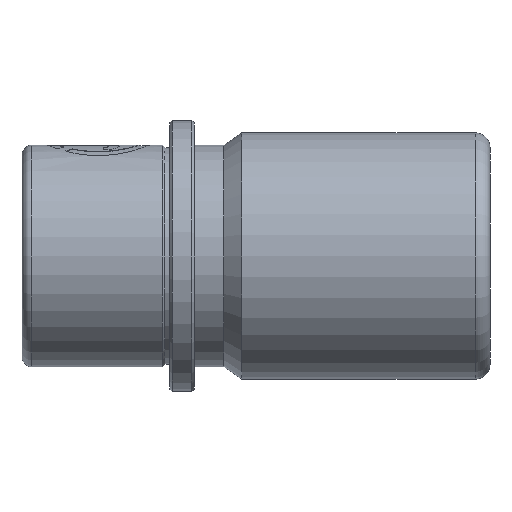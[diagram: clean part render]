
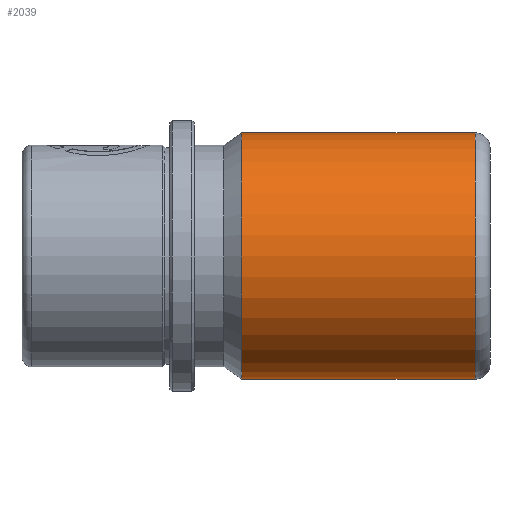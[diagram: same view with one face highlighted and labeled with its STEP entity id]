
A CAD part, left-side view. The second image highlights one B-rep face of the part: STEP entity #2039.
In plain terms, the highlighted cylindrical face has radius 25 mm (diameter 50 mm), a partial arc.
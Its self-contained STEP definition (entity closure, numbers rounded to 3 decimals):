
#52 = DIRECTION ( 'NONE',  ( 0., 0., -1. ) ) ;
#82 = CARTESIAN_POINT ( 'NONE',  ( 3.5, 0., 25. ) ) ;
#169 = EDGE_CURVE ( 'NONE', #1775, #816, #2913, .T. ) ;
#210 = AXIS2_PLACEMENT_3D ( 'NONE', #2178, #2414, #52 ) ;
#255 = CARTESIAN_POINT ( 'NONE',  ( 3.5, -17.878, -25. ) ) ;
#348 = DIRECTION ( 'NONE',  ( 0., -1., 0. ) ) ;
#528 = VECTOR ( 'NONE', #648, 1000. ) ;
#566 = DIRECTION ( 'NONE',  ( 0., -1., 0. ) ) ;
#629 = CARTESIAN_POINT ( 'NONE',  ( 3.5, 0., 0. ) ) ;
#648 = DIRECTION ( 'NONE',  ( 0., -1., 0. ) ) ;
#741 = CIRCLE ( 'NONE', #1137, 25. ) ;
#816 = VERTEX_POINT ( 'NONE', #3043 ) ;
#840 = DIRECTION ( 'NONE',  ( 0., -1., 0. ) ) ;
#853 = EDGE_CURVE ( 'NONE', #816, #1493, #1258, .T. ) ;
#1137 = AXIS2_PLACEMENT_3D ( 'NONE', #2500, #566, #2489 ) ;
#1215 = EDGE_LOOP ( 'NONE', ( #2953, #1309, #1423, #2497 ) ) ;
#1258 = CIRCLE ( 'NONE', #210, 25. ) ;
#1309 = ORIENTED_EDGE ( 'NONE', *, *, #1827, .T. ) ;
#1423 = ORIENTED_EDGE ( 'NONE', *, *, #2009, .T. ) ;
#1444 = CYLINDRICAL_SURFACE ( 'NONE', #1938, 25. ) ;
#1493 = VERTEX_POINT ( 'NONE', #2699 ) ;
#1775 = VERTEX_POINT ( 'NONE', #3021 ) ;
#1827 = EDGE_CURVE ( 'NONE', #1775, #2965, #741, .T. ) ;
#1938 = AXIS2_PLACEMENT_3D ( 'NONE', #629, #840, #3068 ) ;
#2009 = EDGE_CURVE ( 'NONE', #2965, #1493, #2970, .T. ) ;
#2039 = ADVANCED_FACE ( 'NONE', ( #2457 ), #1444, .T. ) ;
#2178 = CARTESIAN_POINT ( 'NONE',  ( 3.5, -65.308, 0. ) ) ;
#2414 = DIRECTION ( 'NONE',  ( 0., -1., 0. ) ) ;
#2457 = FACE_OUTER_BOUND ( 'NONE', #1215, .T. ) ;
#2489 = DIRECTION ( 'NONE',  ( 0., 0., -1. ) ) ;
#2497 = ORIENTED_EDGE ( 'NONE', *, *, #853, .F. ) ;
#2500 = CARTESIAN_POINT ( 'NONE',  ( 3.5, -17.878, 0. ) ) ;
#2699 = CARTESIAN_POINT ( 'NONE',  ( 3.5, -65.308, -25. ) ) ;
#2744 = VECTOR ( 'NONE', #348, 1000. ) ;
#2913 = LINE ( 'NONE', #82, #528 ) ;
#2953 = ORIENTED_EDGE ( 'NONE', *, *, #169, .F. ) ;
#2965 = VERTEX_POINT ( 'NONE', #255 ) ;
#2970 = LINE ( 'NONE', #3082, #2744 ) ;
#3021 = CARTESIAN_POINT ( 'NONE',  ( 3.5, -17.878, 25. ) ) ;
#3043 = CARTESIAN_POINT ( 'NONE',  ( 3.5, -65.308, 25. ) ) ;
#3068 = DIRECTION ( 'NONE',  ( 0., 0., -1. ) ) ;
#3082 = CARTESIAN_POINT ( 'NONE',  ( 3.5, 0., -25. ) ) ;
